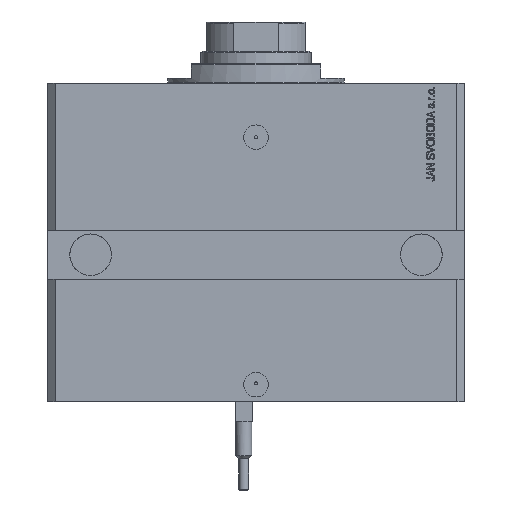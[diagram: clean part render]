
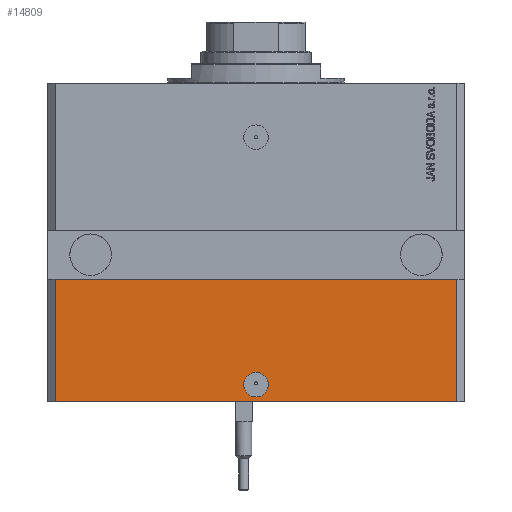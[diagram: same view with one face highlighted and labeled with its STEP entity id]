
A CAD part, front view. The second image highlights one B-rep face of the part: STEP entity #14809.
In plain terms, the highlighted planar face has unit normal (0, -1, 0).
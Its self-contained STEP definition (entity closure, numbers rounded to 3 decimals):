
#1133 = CARTESIAN_POINT ( 'NONE',  ( -82., -70., -130. ) ) ;
#1531 = EDGE_LOOP ( 'NONE', ( #41437, #47595, #6400, #24221 ) ) ;
#4461 = CARTESIAN_POINT ( 'NONE',  ( -82., -70., -80. ) ) ;
#6367 = VERTEX_POINT ( 'NONE', #9576 ) ;
#6400 = ORIENTED_EDGE ( 'NONE', *, *, #29138, .T. ) ;
#8686 = CARTESIAN_POINT ( 'NONE',  ( -82., -70., -130. ) ) ;
#9538 = VECTOR ( 'NONE', #42566, 1000. ) ;
#9576 = CARTESIAN_POINT ( 'NONE',  ( 5., -70., -123. ) ) ;
#11631 = DIRECTION ( 'NONE',  ( 0., -1., 0. ) ) ;
#11940 = LINE ( 'NONE', #27134, #9538 ) ;
#12626 = ORIENTED_EDGE ( 'NONE', *, *, #48288, .F. ) ;
#13134 = EDGE_CURVE ( 'NONE', #41114, #14797, #21690, .T. ) ;
#13866 = DIRECTION ( 'NONE',  ( 0., -1., 0. ) ) ;
#14797 = VERTEX_POINT ( 'NONE', #20392 ) ;
#14809 = ADVANCED_FACE ( 'NONE', ( #39805, #16150 ), #23641, .T. ) ;
#15605 = VECTOR ( 'NONE', #19919, 1000. ) ;
#15940 = VERTEX_POINT ( 'NONE', #41268 ) ;
#16150 = FACE_OUTER_BOUND ( 'NONE', #1531, .T. ) ;
#16896 = DIRECTION ( 'NONE',  ( 0., 0., -1. ) ) ;
#17104 = VECTOR ( 'NONE', #22491, 1000. ) ;
#17850 = CARTESIAN_POINT ( 'NONE',  ( 0., -70., -123. ) ) ;
#18025 = LINE ( 'NONE', #18752, #17104 ) ;
#18124 = CARTESIAN_POINT ( 'NONE',  ( 0., -70., -123. ) ) ;
#18752 = CARTESIAN_POINT ( 'NONE',  ( -82., -70., -130. ) ) ;
#19323 = EDGE_LOOP ( 'NONE', ( #45277, #12626 ) ) ;
#19919 = DIRECTION ( 'NONE',  ( 0., 0., 1. ) ) ;
#20392 = CARTESIAN_POINT ( 'NONE',  ( 82., -70., -80. ) ) ;
#21690 = LINE ( 'NONE', #36874, #46759 ) ;
#22491 = DIRECTION ( 'NONE',  ( 1., 0., 0. ) ) ;
#22794 = VERTEX_POINT ( 'NONE', #1133 ) ;
#23641 = PLANE ( 'NONE',  #33326 ) ;
#24221 = ORIENTED_EDGE ( 'NONE', *, *, #13134, .T. ) ;
#24995 = AXIS2_PLACEMENT_3D ( 'NONE', #17850, #13866, #37023 ) ;
#25263 = VERTEX_POINT ( 'NONE', #4461 ) ;
#25902 = CARTESIAN_POINT ( 'NONE',  ( 82., -70., -130. ) ) ;
#27134 = CARTESIAN_POINT ( 'NONE',  ( -85., -70., -80. ) ) ;
#27788 = CIRCLE ( 'NONE', #40471, 5. ) ;
#29138 = EDGE_CURVE ( 'NONE', #22794, #41114, #18025, .T. ) ;
#31978 = EDGE_CURVE ( 'NONE', #22794, #25263, #42573, .T. ) ;
#33326 = AXIS2_PLACEMENT_3D ( 'NONE', #8686, #35586, #16896 ) ;
#33685 = CARTESIAN_POINT ( 'NONE',  ( -82., -70., -130. ) ) ;
#35586 = DIRECTION ( 'NONE',  ( 0., -1., 0. ) ) ;
#36874 = CARTESIAN_POINT ( 'NONE',  ( 82., -70., -130. ) ) ;
#37023 = DIRECTION ( 'NONE',  ( 1., 0., 0. ) ) ;
#39271 = CIRCLE ( 'NONE', #24995, 5. ) ;
#39805 = FACE_BOUND ( 'NONE', #19323, .T. ) ;
#40471 = AXIS2_PLACEMENT_3D ( 'NONE', #18124, #11631, #45490 ) ;
#40607 = DIRECTION ( 'NONE',  ( 0., 0., 1. ) ) ;
#41114 = VERTEX_POINT ( 'NONE', #25902 ) ;
#41268 = CARTESIAN_POINT ( 'NONE',  ( -5., -70., -123. ) ) ;
#41437 = ORIENTED_EDGE ( 'NONE', *, *, #44472, .F. ) ;
#42566 = DIRECTION ( 'NONE',  ( 1., 0., 0. ) ) ;
#42573 = LINE ( 'NONE', #33685, #15605 ) ;
#43325 = EDGE_CURVE ( 'NONE', #6367, #15940, #27788, .T. ) ;
#44472 = EDGE_CURVE ( 'NONE', #25263, #14797, #11940, .T. ) ;
#45277 = ORIENTED_EDGE ( 'NONE', *, *, #43325, .F. ) ;
#45490 = DIRECTION ( 'NONE',  ( 1., 0., 0. ) ) ;
#46759 = VECTOR ( 'NONE', #40607, 1000. ) ;
#47595 = ORIENTED_EDGE ( 'NONE', *, *, #31978, .F. ) ;
#48288 = EDGE_CURVE ( 'NONE', #15940, #6367, #39271, .T. ) ;
